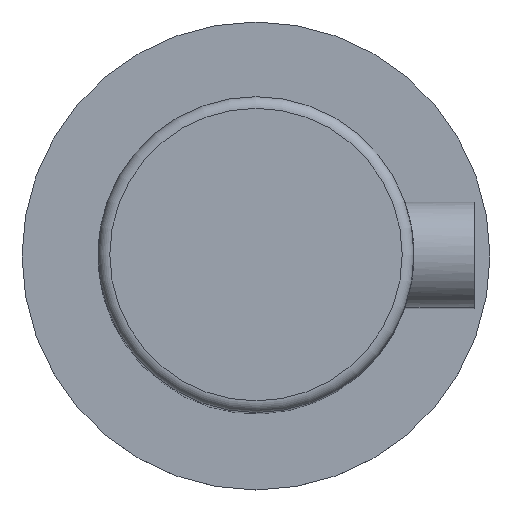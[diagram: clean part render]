
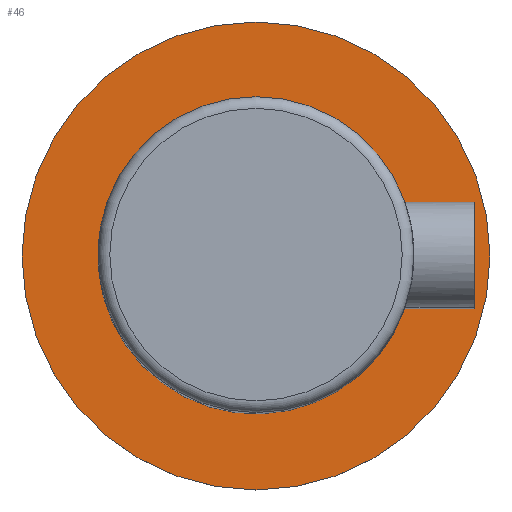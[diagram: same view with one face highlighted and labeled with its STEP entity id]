
A CAD part, top view. The second image highlights one B-rep face of the part: STEP entity #46.
In plain terms, the highlighted planar face has unit normal (0, 0, 1).
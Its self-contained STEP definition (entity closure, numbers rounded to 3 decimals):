
#46 = ADVANCED_FACE( '', ( #99, #100 ), #101, .T. );
#99 = FACE_OUTER_BOUND( '', #160, .T. );
#100 = FACE_BOUND( '', #161, .T. );
#101 = PLANE( '', #162 );
#160 = EDGE_LOOP( '', ( #227 ) );
#161 = EDGE_LOOP( '', ( #228, #229, #230, #231 ) );
#162 = AXIS2_PLACEMENT_3D( '', #232, #233, #234 );
#227 = ORIENTED_EDGE( '', *, *, #340, .T. );
#228 = ORIENTED_EDGE( '', *, *, #341, .F. );
#229 = ORIENTED_EDGE( '', *, *, #330, .F. );
#230 = ORIENTED_EDGE( '', *, *, #342, .F. );
#231 = ORIENTED_EDGE( '', *, *, #343, .F. );
#232 = CARTESIAN_POINT( '', ( 20., 0., -34.5 ) );
#233 = DIRECTION( '', ( 0., 0., 1. ) );
#234 = DIRECTION( '', ( 1., 0., 0. ) );
#330 = EDGE_CURVE( '', #377, #373, #379, .T. );
#340 = EDGE_CURVE( '', #395, #395, #396, .T. );
#341 = EDGE_CURVE( '', #373, #397, #398, .T. );
#342 = EDGE_CURVE( '', #399, #377, #400, .T. );
#343 = EDGE_CURVE( '', #397, #399, #401, .T. );
#373 = VERTEX_POINT( '', #439 );
#377 = VERTEX_POINT( '', #445 );
#379 = LINE( '', #448, #449 );
#395 = VERTEX_POINT( '', #469 );
#396 = CIRCLE( '', #470, 20. );
#397 = VERTEX_POINT( '', #471 );
#398 = LINE( '', #472, #473 );
#399 = VERTEX_POINT( '', #474 );
#400 = CIRCLE( '', #475, 13.5 );
#401 = LINE( '', #476, #477 );
#439 = CARTESIAN_POINT( '', ( 18.662, -4.5, -34.5 ) );
#445 = CARTESIAN_POINT( '', ( 12.728, -4.5, -34.5 ) );
#448 = CARTESIAN_POINT( '', ( 11.662, -4.5, -34.5 ) );
#449 = VECTOR( '', #558, 1000. );
#469 = CARTESIAN_POINT( '', ( 20., 0., -34.5 ) );
#470 = AXIS2_PLACEMENT_3D( '', #569, #570, #571 );
#471 = CARTESIAN_POINT( '', ( 18.662, 4.5, -34.5 ) );
#472 = CARTESIAN_POINT( '', ( 18.662, -4.5, -34.5 ) );
#473 = VECTOR( '', #572, 1000. );
#474 = CARTESIAN_POINT( '', ( 12.728, 4.5, -34.5 ) );
#475 = AXIS2_PLACEMENT_3D( '', #573, #574, #575 );
#476 = CARTESIAN_POINT( '', ( 18.662, 4.5, -34.5 ) );
#477 = VECTOR( '', #576, 1000. );
#558 = DIRECTION( '', ( 1., 0., 0. ) );
#569 = CARTESIAN_POINT( '', ( 0., 0., -34.5 ) );
#570 = DIRECTION( '', ( 0., 0., 1. ) );
#571 = DIRECTION( '', ( 1., 0., 0. ) );
#572 = DIRECTION( '', ( 0., 1., 0. ) );
#573 = CARTESIAN_POINT( '', ( 0., 0., -34.5 ) );
#574 = DIRECTION( '', ( 0., 0., 1. ) );
#575 = DIRECTION( '', ( 1., 0., 0. ) );
#576 = DIRECTION( '', ( -1., 0., 0. ) );
